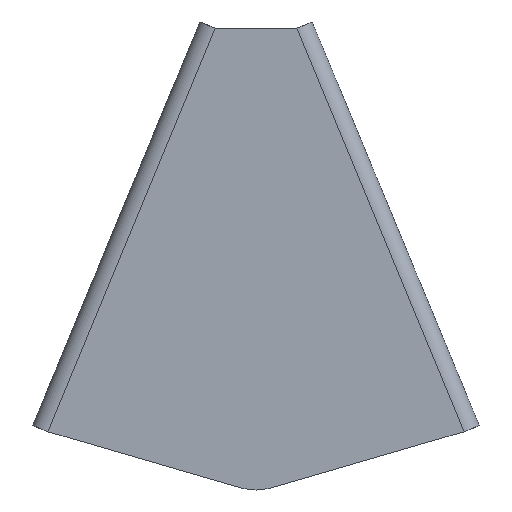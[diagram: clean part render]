
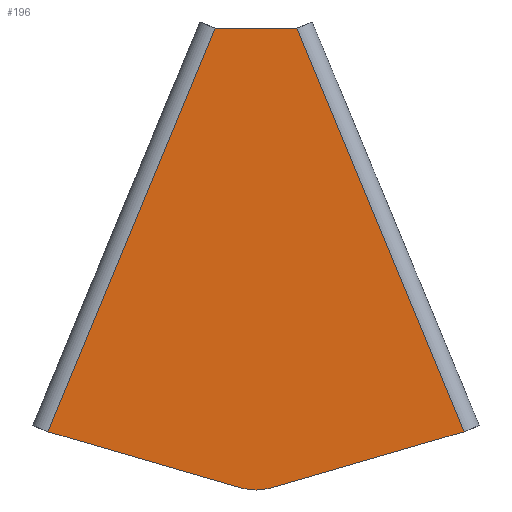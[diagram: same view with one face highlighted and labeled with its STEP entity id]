
A CAD part, front view. The second image highlights one B-rep face of the part: STEP entity #196.
In plain terms, the highlighted planar face has unit normal (0, -1, 0).
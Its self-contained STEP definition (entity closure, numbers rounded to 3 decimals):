
#12 = ORIENTED_EDGE ( 'NONE', *, *, #1447, .F. ) ;
#14 = CARTESIAN_POINT ( 'NONE',  ( -76.229, 13., -147.821 ) ) ;
#37 = VECTOR ( 'NONE', #275, 1000. ) ;
#49 = CARTESIAN_POINT ( 'NONE',  ( 0., 13., 0. ) ) ;
#70 = EDGE_LOOP ( 'NONE', ( #364, #1468, #1409, #12, #1385, #1279 ) ) ;
#127 = VERTEX_POINT ( 'NONE', #380 ) ;
#139 = CIRCLE ( 'NONE', #886, 20. ) ;
#196 = ADVANCED_FACE ( 'NONE', ( #281 ), #1072, .T. ) ;
#218 = LINE ( 'NONE', #1346, #346 ) ;
#221 = VECTOR ( 'NONE', #1347, 1000. ) ;
#239 = CARTESIAN_POINT ( 'NONE',  ( 0., 13., 0. ) ) ;
#275 = DIRECTION ( 'NONE',  ( 0.383, 0., -0.924 ) ) ;
#280 = CARTESIAN_POINT ( 'NONE',  ( 15., 13., 0. ) ) ;
#281 = FACE_OUTER_BOUND ( 'NONE', #70, .T. ) ;
#292 = VECTOR ( 'NONE', #947, 1000. ) ;
#325 = VERTEX_POINT ( 'NONE', #524 ) ;
#332 = EDGE_CURVE ( 'NONE', #127, #1240, #139, .T. ) ;
#346 = VECTOR ( 'NONE', #532, 1000. ) ;
#356 = DIRECTION ( 'NONE',  ( 0.383, 0., 0.924 ) ) ;
#364 = ORIENTED_EDGE ( 'NONE', *, *, #427, .F. ) ;
#374 = DIRECTION ( 'NONE',  ( 0., -1., 0. ) ) ;
#380 = CARTESIAN_POINT ( 'NONE',  ( -5.587, 13., -168.374 ) ) ;
#427 = EDGE_CURVE ( 'NONE', #127, #1289, #987, .T. ) ;
#488 = AXIS2_PLACEMENT_3D ( 'NONE', #49, #374, #1107 ) ;
#524 = CARTESIAN_POINT ( 'NONE',  ( 76.229, 13., -147.821 ) ) ;
#532 = DIRECTION ( 'NONE',  ( -0.96, 0., -0.279 ) ) ;
#554 = CARTESIAN_POINT ( 'NONE',  ( 0., 13., -149.171 ) ) ;
#560 = DIRECTION ( 'NONE',  ( 0., -1., 0. ) ) ;
#582 = VERTEX_POINT ( 'NONE', #1491 ) ;
#626 = LINE ( 'NONE', #14, #1224 ) ;
#886 = AXIS2_PLACEMENT_3D ( 'NONE', #554, #560, #1477 ) ;
#890 = VERTEX_POINT ( 'NONE', #1079 ) ;
#947 = DIRECTION ( 'NONE',  ( 1., 0., 0. ) ) ;
#987 = LINE ( 'NONE', #1256, #221 ) ;
#1024 = EDGE_CURVE ( 'NONE', #325, #1240, #218, .T. ) ;
#1072 = PLANE ( 'NONE',  #488 ) ;
#1079 = CARTESIAN_POINT ( 'NONE',  ( -15., 13., 0. ) ) ;
#1107 = DIRECTION ( 'NONE',  ( 0., 0., -1. ) ) ;
#1166 = LINE ( 'NONE', #239, #292 ) ;
#1216 = EDGE_CURVE ( 'NONE', #1289, #890, #626, .T. ) ;
#1224 = VECTOR ( 'NONE', #356, 1000. ) ;
#1240 = VERTEX_POINT ( 'NONE', #1404 ) ;
#1241 = EDGE_CURVE ( 'NONE', #890, #582, #1166, .T. ) ;
#1256 = CARTESIAN_POINT ( 'NONE',  ( 0., 13., -170. ) ) ;
#1279 = ORIENTED_EDGE ( 'NONE', *, *, #1216, .F. ) ;
#1289 = VERTEX_POINT ( 'NONE', #1446 ) ;
#1330 = LINE ( 'NONE', #280, #37 ) ;
#1346 = CARTESIAN_POINT ( 'NONE',  ( 76.229, 13., -147.821 ) ) ;
#1347 = DIRECTION ( 'NONE',  ( -0.96, 0., 0.279 ) ) ;
#1385 = ORIENTED_EDGE ( 'NONE', *, *, #1241, .F. ) ;
#1404 = CARTESIAN_POINT ( 'NONE',  ( 5.587, 13., -168.374 ) ) ;
#1409 = ORIENTED_EDGE ( 'NONE', *, *, #1024, .F. ) ;
#1446 = CARTESIAN_POINT ( 'NONE',  ( -76.229, 13., -147.821 ) ) ;
#1447 = EDGE_CURVE ( 'NONE', #582, #325, #1330, .T. ) ;
#1468 = ORIENTED_EDGE ( 'NONE', *, *, #332, .T. ) ;
#1477 = DIRECTION ( 'NONE',  ( 0., 0., -1. ) ) ;
#1491 = CARTESIAN_POINT ( 'NONE',  ( 15., 13., 0. ) ) ;
